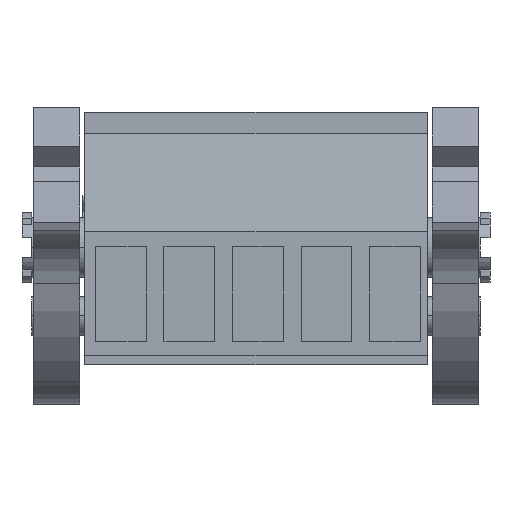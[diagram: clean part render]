
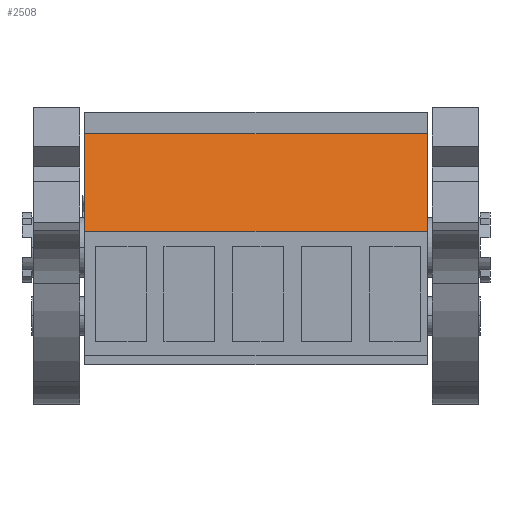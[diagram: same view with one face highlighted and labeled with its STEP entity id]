
A CAD part, top view. The second image highlights one B-rep face of the part: STEP entity #2508.
In plain terms, the highlighted planar face has unit normal (0, 0.205, 0.979).
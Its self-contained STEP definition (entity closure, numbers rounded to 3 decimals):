
#2488=AXIS2_PLACEMENT_3D('Plane Axis2P3D',#2485,#2486,#2487) ;
#112=CARTESIAN_POINT('Vertex',(3.2,8.802,18.1)) ;
#115=CARTESIAN_POINT('Line Origine',(3.2,11.31,17.575)) ;
#119=CARTESIAN_POINT('Vertex',(3.2,13.818,17.05)) ;
#2470=CARTESIAN_POINT('Vertex',(20.7,8.802,18.1)) ;
#2473=CARTESIAN_POINT('Line Origine',(11.95,8.802,18.1)) ;
#2485=CARTESIAN_POINT('Axis2P3D Location',(6.7,8.802,18.1)) ;
#2490=CARTESIAN_POINT('Line Origine',(20.7,11.31,17.575)) ;
#2494=CARTESIAN_POINT('Vertex',(20.7,13.818,17.05)) ;
#2497=CARTESIAN_POINT('Line Origine',(11.95,13.818,17.05)) ;
#116=DIRECTION('Vector Direction',(0.,0.979,-0.205)) ;
#2474=DIRECTION('Vector Direction',(1.,0.,0.)) ;
#2486=DIRECTION('Axis2P3D Direction',(0.,-0.205,-0.979)) ;
#2487=DIRECTION('Axis2P3D XDirection',(0.,0.979,-0.205)) ;
#2491=DIRECTION('Vector Direction',(0.,0.979,-0.205)) ;
#2498=DIRECTION('Vector Direction',(1.,0.,0.)) ;
#117=VECTOR('Line Direction',#116,1.) ;
#2475=VECTOR('Line Direction',#2474,1.) ;
#2492=VECTOR('Line Direction',#2491,1.) ;
#2499=VECTOR('Line Direction',#2498,1.) ;
#2503=ORIENTED_EDGE('',*,*,#121,.F.) ;
#2504=ORIENTED_EDGE('',*,*,#2477,.T.) ;
#2505=ORIENTED_EDGE('',*,*,#2496,.T.) ;
#2506=ORIENTED_EDGE('',*,*,#2501,.F.) ;
#2508=ADVANCED_FACE('HOUSING',(#2507),#2489,.F.) ;
#121=EDGE_CURVE('',#113,#120,#118,.T.) ;
#2477=EDGE_CURVE('',#113,#2471,#2476,.T.) ;
#2496=EDGE_CURVE('',#2471,#2495,#2493,.T.) ;
#2501=EDGE_CURVE('',#120,#2495,#2500,.T.) ;
#2502=EDGE_LOOP('',(#2503,#2504,#2505,#2506)) ;
#2507=FACE_OUTER_BOUND('',#2502,.T.) ;
#118=LINE('Line',#115,#117) ;
#2476=LINE('Line',#2473,#2475) ;
#2493=LINE('Line',#2490,#2492) ;
#2500=LINE('Line',#2497,#2499) ;
#2489=PLANE('',#2488) ;
#113=VERTEX_POINT('',#112) ;
#120=VERTEX_POINT('',#119) ;
#2471=VERTEX_POINT('',#2470) ;
#2495=VERTEX_POINT('',#2494) ;
